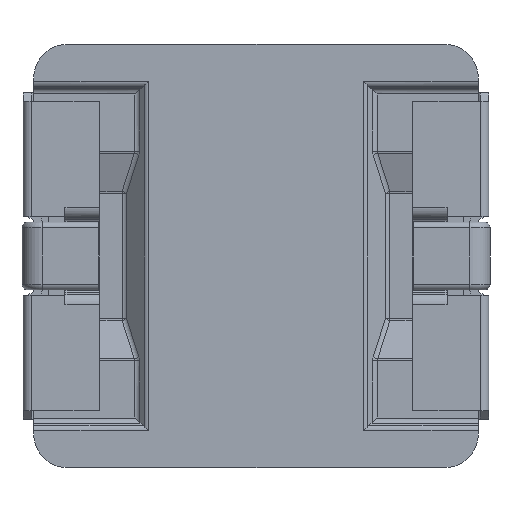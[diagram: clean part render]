
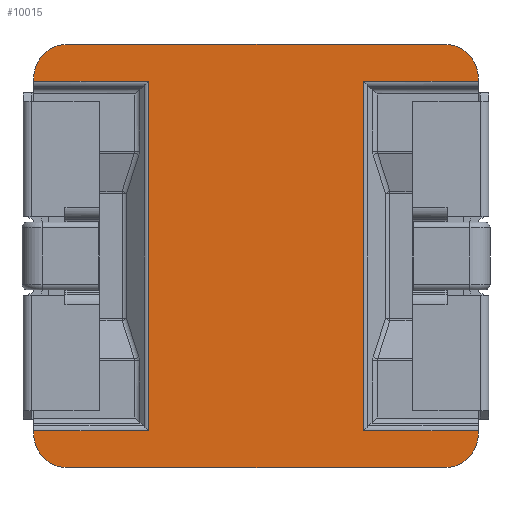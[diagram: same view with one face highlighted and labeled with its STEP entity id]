
A CAD part, front view. The second image highlights one B-rep face of the part: STEP entity #10015.
In plain terms, the highlighted planar face has unit normal (0, -1, 0).
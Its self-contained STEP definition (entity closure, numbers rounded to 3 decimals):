
#167 = VERTEX_POINT ( 'NONE', #9461 ) ;
#206 = CARTESIAN_POINT ( 'NONE',  ( 4.45, -1.79, 5. ) ) ;
#283 = CARTESIAN_POINT ( 'NONE',  ( 5.25, -1.79, -4.2 ) ) ;
#316 = AXIS2_PLACEMENT_3D ( 'NONE', #10039, #5165, #1152 ) ;
#449 = VECTOR ( 'NONE', #1669, 1000. ) ;
#680 = VERTEX_POINT ( 'NONE', #283 ) ;
#684 = VECTOR ( 'NONE', #7489, 1000. ) ;
#805 = CARTESIAN_POINT ( 'NONE',  ( 4.45, -1.79, 5. ) ) ;
#1051 = VERTEX_POINT ( 'NONE', #8489 ) ;
#1084 = AXIS2_PLACEMENT_3D ( 'NONE', #6448, #3378, #4578 ) ;
#1152 = DIRECTION ( 'NONE',  ( 0., 0., 1. ) ) ;
#1253 = VECTOR ( 'NONE', #3669, 1000. ) ;
#1308 = VECTOR ( 'NONE', #1504, 1000. ) ;
#1490 = DIRECTION ( 'NONE',  ( 0., 0., 1. ) ) ;
#1493 = EDGE_CURVE ( 'NONE', #8831, #6759, #5271, .T. ) ;
#1504 = DIRECTION ( 'NONE',  ( 0., 0., -1. ) ) ;
#1544 = LINE ( 'NONE', #12828, #1253 ) ;
#1643 = VECTOR ( 'NONE', #6268, 1000. ) ;
#1669 = DIRECTION ( 'NONE',  ( 0., 0., -1. ) ) ;
#1842 = VERTEX_POINT ( 'NONE', #805 ) ;
#1882 = DIRECTION ( 'NONE',  ( 0., 0., 1. ) ) ;
#1931 = CIRCLE ( 'NONE', #1084, 0.8 ) ;
#2217 = VERTEX_POINT ( 'NONE', #9639 ) ;
#2516 = VECTOR ( 'NONE', #11011, 1000. ) ;
#2756 = LINE ( 'NONE', #11921, #9523 ) ;
#2767 = LINE ( 'NONE', #3835, #6040 ) ;
#2904 = EDGE_CURVE ( 'NONE', #8027, #7633, #9937, .T. ) ;
#2928 = ORIENTED_EDGE ( 'NONE', *, *, #7731, .F. ) ;
#3120 = CARTESIAN_POINT ( 'NONE',  ( 5.25, -1.79, 4.125 ) ) ;
#3378 = DIRECTION ( 'NONE',  ( 0., 1., 0. ) ) ;
#3393 = DIRECTION ( 'NONE',  ( -1., 0., 0. ) ) ;
#3437 = LINE ( 'NONE', #206, #684 ) ;
#3549 = CARTESIAN_POINT ( 'NONE',  ( -2.538, -1.79, -4.05 ) ) ;
#3665 = EDGE_CURVE ( 'NONE', #12544, #1842, #3437, .T. ) ;
#3669 = DIRECTION ( 'NONE',  ( 1., 0., 0. ) ) ;
#3746 = CARTESIAN_POINT ( 'NONE',  ( -4.45, -1.79, 4.2 ) ) ;
#3835 = CARTESIAN_POINT ( 'NONE',  ( 4.45, -1.79, -5. ) ) ;
#3892 = DIRECTION ( 'NONE',  ( -1., 0., 0. ) ) ;
#3934 = ORIENTED_EDGE ( 'NONE', *, *, #6079, .T. ) ;
#4008 = CIRCLE ( 'NONE', #5290, 0.8 ) ;
#4059 = AXIS2_PLACEMENT_3D ( 'NONE', #8107, #8841, #12873 ) ;
#4323 = ORIENTED_EDGE ( 'NONE', *, *, #2904, .T. ) ;
#4368 = CARTESIAN_POINT ( 'NONE',  ( 5.25, -1.79, 4.2 ) ) ;
#4565 = DIRECTION ( 'NONE',  ( 0., 1., 0. ) ) ;
#4573 = EDGE_LOOP ( 'NONE', ( #3934, #6981, #4605, #2928, #5898, #4716, #13071, #4323, #8234, #5975, #5636, #6908, #9278, #11735, #11292, #4621 ) ) ;
#4578 = DIRECTION ( 'NONE',  ( 0., 0., 1. ) ) ;
#4605 = ORIENTED_EDGE ( 'NONE', *, *, #7119, .F. ) ;
#4621 = ORIENTED_EDGE ( 'NONE', *, *, #12740, .T. ) ;
#4716 = ORIENTED_EDGE ( 'NONE', *, *, #10175, .F. ) ;
#4741 = CARTESIAN_POINT ( 'NONE',  ( -5.25, -1.79, 4.2 ) ) ;
#4968 = VERTEX_POINT ( 'NONE', #4368 ) ;
#5165 = DIRECTION ( 'NONE',  ( 0., 1., 0. ) ) ;
#5271 = LINE ( 'NONE', #8064, #1643 ) ;
#5290 = AXIS2_PLACEMENT_3D ( 'NONE', #5460, #6449, #6509 ) ;
#5458 = LINE ( 'NONE', #8564, #1308 ) ;
#5460 = CARTESIAN_POINT ( 'NONE',  ( -4.45, -1.79, -4.2 ) ) ;
#5610 = DIRECTION ( 'NONE',  ( 0., 0., 1. ) ) ;
#5636 = ORIENTED_EDGE ( 'NONE', *, *, #10161, .F. ) ;
#5717 = EDGE_CURVE ( 'NONE', #167, #12764, #2767, .T. ) ;
#5755 = LINE ( 'NONE', #3549, #12185 ) ;
#5768 = VERTEX_POINT ( 'NONE', #11482 ) ;
#5898 = ORIENTED_EDGE ( 'NONE', *, *, #5717, .F. ) ;
#5975 = ORIENTED_EDGE ( 'NONE', *, *, #1493, .T. ) ;
#5986 = EDGE_CURVE ( 'NONE', #5768, #12544, #7311, .T. ) ;
#6040 = VECTOR ( 'NONE', #3393, 1000. ) ;
#6079 = EDGE_CURVE ( 'NONE', #1051, #6335, #5755, .T. ) ;
#6177 = DIRECTION ( 'NONE',  ( -1., 0., 0. ) ) ;
#6234 = CARTESIAN_POINT ( 'NONE',  ( -5.25, -1.79, 4.125 ) ) ;
#6268 = DIRECTION ( 'NONE',  ( 1., 0., 0. ) ) ;
#6331 = EDGE_CURVE ( 'NONE', #10429, #5768, #7591, .T. ) ;
#6335 = VERTEX_POINT ( 'NONE', #11633 ) ;
#6445 = CIRCLE ( 'NONE', #316, 0.8 ) ;
#6448 = CARTESIAN_POINT ( 'NONE',  ( 4.45, -1.79, -4.2 ) ) ;
#6449 = DIRECTION ( 'NONE',  ( 0., 1., 0. ) ) ;
#6509 = DIRECTION ( 'NONE',  ( 0., 0., -1. ) ) ;
#6606 = CARTESIAN_POINT ( 'NONE',  ( 5.25, -1.79, -4.125 ) ) ;
#6759 = VERTEX_POINT ( 'NONE', #3120 ) ;
#6891 = AXIS2_PLACEMENT_3D ( 'NONE', #3746, #4565, #1490 ) ;
#6908 = ORIENTED_EDGE ( 'NONE', *, *, #10782, .F. ) ;
#6947 = CARTESIAN_POINT ( 'NONE',  ( -5.25, -1.79, 4.2 ) ) ;
#6981 = ORIENTED_EDGE ( 'NONE', *, *, #9076, .T. ) ;
#7119 = EDGE_CURVE ( 'NONE', #10131, #2217, #8138, .T. ) ;
#7311 = CIRCLE ( 'NONE', #6891, 0.8 ) ;
#7489 = DIRECTION ( 'NONE',  ( 1., 0., 0. ) ) ;
#7591 = LINE ( 'NONE', #4741, #12411 ) ;
#7633 = VERTEX_POINT ( 'NONE', #12146 ) ;
#7731 = EDGE_CURVE ( 'NONE', #12764, #10131, #4008, .T. ) ;
#7967 = CARTESIAN_POINT ( 'NONE',  ( -4.45, -1.79, 5. ) ) ;
#8027 = VERTEX_POINT ( 'NONE', #6606 ) ;
#8064 = CARTESIAN_POINT ( 'NONE',  ( 4.45, -1.79, 4.125 ) ) ;
#8107 = CARTESIAN_POINT ( 'NONE',  ( 4.45, -1.79, 4.2 ) ) ;
#8138 = LINE ( 'NONE', #6947, #9896 ) ;
#8234 = ORIENTED_EDGE ( 'NONE', *, *, #8679, .T. ) ;
#8489 = CARTESIAN_POINT ( 'NONE',  ( -2.538, -1.79, 4.125 ) ) ;
#8552 = CARTESIAN_POINT ( 'NONE',  ( 2.538, -1.79, 4.125 ) ) ;
#8564 = CARTESIAN_POINT ( 'NONE',  ( 5.25, -1.79, 4.2 ) ) ;
#8679 = EDGE_CURVE ( 'NONE', #7633, #8831, #12072, .T. ) ;
#8831 = VERTEX_POINT ( 'NONE', #8552 ) ;
#8841 = DIRECTION ( 'NONE',  ( 0., 1., 0. ) ) ;
#9076 = EDGE_CURVE ( 'NONE', #6335, #2217, #2756, .T. ) ;
#9136 = CARTESIAN_POINT ( 'NONE',  ( -4.45, -1.79, -5. ) ) ;
#9190 = VECTOR ( 'NONE', #6177, 1000. ) ;
#9242 = CARTESIAN_POINT ( 'NONE',  ( -5.25, -1.79, -4.2 ) ) ;
#9278 = ORIENTED_EDGE ( 'NONE', *, *, #3665, .F. ) ;
#9461 = CARTESIAN_POINT ( 'NONE',  ( 4.45, -1.79, -5. ) ) ;
#9523 = VECTOR ( 'NONE', #3892, 1000. ) ;
#9639 = CARTESIAN_POINT ( 'NONE',  ( -5.25, -1.79, -4.125 ) ) ;
#9896 = VECTOR ( 'NONE', #1882, 1000. ) ;
#9937 = LINE ( 'NONE', #12013, #9190 ) ;
#10015 = ADVANCED_FACE ( 'NONE', ( #11022 ), #13012, .F. ) ;
#10039 = CARTESIAN_POINT ( 'NONE',  ( 4.45, -1.79, 4.2 ) ) ;
#10131 = VERTEX_POINT ( 'NONE', #9242 ) ;
#10161 = EDGE_CURVE ( 'NONE', #4968, #6759, #5458, .T. ) ;
#10175 = EDGE_CURVE ( 'NONE', #680, #167, #1931, .T. ) ;
#10429 = VERTEX_POINT ( 'NONE', #6234 ) ;
#10773 = CARTESIAN_POINT ( 'NONE',  ( 5.25, -1.79, 4.2 ) ) ;
#10782 = EDGE_CURVE ( 'NONE', #1842, #4968, #6445, .T. ) ;
#11011 = DIRECTION ( 'NONE',  ( 0., 0., 1. ) ) ;
#11022 = FACE_OUTER_BOUND ( 'NONE', #4573, .T. ) ;
#11072 = CARTESIAN_POINT ( 'NONE',  ( 2.538, -1.79, 4.05 ) ) ;
#11292 = ORIENTED_EDGE ( 'NONE', *, *, #6331, .F. ) ;
#11482 = CARTESIAN_POINT ( 'NONE',  ( -5.25, -1.79, 4.2 ) ) ;
#11585 = DIRECTION ( 'NONE',  ( 0., 0., -1. ) ) ;
#11633 = CARTESIAN_POINT ( 'NONE',  ( -2.538, -1.79, -4.125 ) ) ;
#11735 = ORIENTED_EDGE ( 'NONE', *, *, #5986, .F. ) ;
#11753 = EDGE_CURVE ( 'NONE', #8027, #680, #12044, .T. ) ;
#11921 = CARTESIAN_POINT ( 'NONE',  ( -5.25, -1.79, -4.125 ) ) ;
#12013 = CARTESIAN_POINT ( 'NONE',  ( 4.45, -1.79, -4.125 ) ) ;
#12044 = LINE ( 'NONE', #10773, #449 ) ;
#12072 = LINE ( 'NONE', #11072, #2516 ) ;
#12146 = CARTESIAN_POINT ( 'NONE',  ( 2.538, -1.79, -4.125 ) ) ;
#12185 = VECTOR ( 'NONE', #11585, 1000. ) ;
#12411 = VECTOR ( 'NONE', #5610, 1000. ) ;
#12544 = VERTEX_POINT ( 'NONE', #7967 ) ;
#12740 = EDGE_CURVE ( 'NONE', #10429, #1051, #1544, .T. ) ;
#12764 = VERTEX_POINT ( 'NONE', #9136 ) ;
#12828 = CARTESIAN_POINT ( 'NONE',  ( -2.6, -1.79, 4.125 ) ) ;
#12873 = DIRECTION ( 'NONE',  ( 0., 0., 1. ) ) ;
#13012 = PLANE ( 'NONE',  #4059 ) ;
#13071 = ORIENTED_EDGE ( 'NONE', *, *, #11753, .F. ) ;
